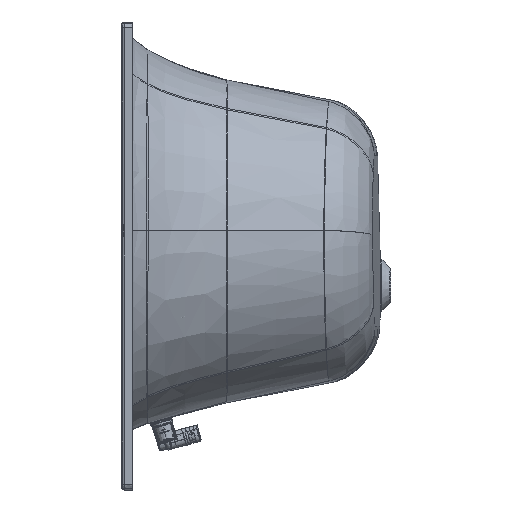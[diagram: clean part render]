
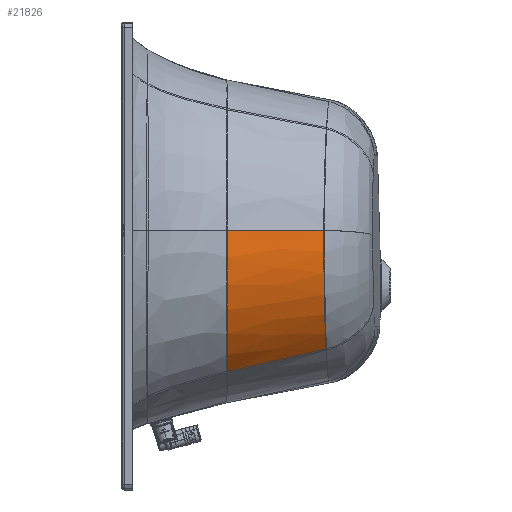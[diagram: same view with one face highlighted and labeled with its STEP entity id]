
A CAD part, left-side view. The second image highlights one B-rep face of the part: STEP entity #21826.
In plain terms, the highlighted free-form (B-spline) face has degree [3, 3] with [11, 5] control points.
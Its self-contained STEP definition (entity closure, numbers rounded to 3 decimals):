
#4609=CARTESIAN_POINT('',(-551.798,-350.82,
-160.817));
#4617=CARTESIAN_POINT('',(-607.309,-180.988,
-199.456));
#4618=CARTESIAN_POINT('',(-598.009,-207.339,
-192.986));
#4619=CARTESIAN_POINT('',(-579.148,-261.788,
-179.858));
#4620=CARTESIAN_POINT('',(-560.692,-320.353,
-167.008));
#4621=CARTESIAN_POINT('',(-551.798,-350.82,
-160.817));
#5051=CARTESIAN_POINT('',(-551.798,-350.82,
-160.817));
#5052=CARTESIAN_POINT('',(-555.778,-350.685,
-157.513));
#5053=CARTESIAN_POINT('',(-563.518,-350.419,
-150.704));
#5054=CARTESIAN_POINT('',(-574.452,-350.036,
-139.899));
#5055=CARTESIAN_POINT('',(-584.641,-349.673,
-128.592));
#5056=CARTESIAN_POINT('',(-597.248,-349.215,
-112.852));
#5057=CARTESIAN_POINT('',(-608.272,-348.805,
-96.299));
#5058=CARTESIAN_POINT('',(-617.68,-348.449,
-79.075));
#5059=CARTESIAN_POINT('',(-623.897,-348.211,
-65.91));
#5060=CARTESIAN_POINT('',(-629.288,-348.003,
-52.5));
#5061=CARTESIAN_POINT('',(-635.355,-347.768,
-34.374));
#5062=CARTESIAN_POINT('',(-640.822,-347.555,
-11.418));
#5063=CARTESIAN_POINT('',(-644.035,-347.431,
16.406));
#5064=CARTESIAN_POINT('',(-643.955,-347.437,
34.934));
#5065=CARTESIAN_POINT('',(-643.364,-347.462,
44.16));
#5067=CARTESIAN_POINT('',(-722.043,-181.171,
44.175));
#5068=CARTESIAN_POINT('',(-707.744,-210.234,
44.16));
#5069=CARTESIAN_POINT('',(-681.115,-265.477,
44.143));
#5070=CARTESIAN_POINT('',(-655.337,-321.122,
44.151));
#5071=CARTESIAN_POINT('',(-643.364,-347.462,
44.16));
#5073=CARTESIAN_POINT('',(-722.043,-181.171,
44.175));
#5081=CARTESIAN_POINT('',(-722.043,-181.171,
44.175));
#5082=CARTESIAN_POINT('',(-722.854,-181.178,
32.482));
#5083=CARTESIAN_POINT('',(-722.985,-181.191,
8.995));
#5084=CARTESIAN_POINT('',(-718.705,-181.2,
-25.975));
#5085=CARTESIAN_POINT('',(-710.019,-181.197,
-60.118));
#5086=CARTESIAN_POINT('',(-697.068,-181.183,
-92.883));
#5087=CARTESIAN_POINT('',(-680.06,-181.155,
-123.739));
#5088=CARTESIAN_POINT('',(-659.271,-181.114,
-152.187));
#5089=CARTESIAN_POINT('',(-635.036,-181.059,
-177.767));
#5090=CARTESIAN_POINT('',(-616.842,-181.013,
-192.631));
#5091=CARTESIAN_POINT('',(-607.309,-180.988,
-199.456));
#5863=CARTESIAN_POINT('',(-607.309,-180.988,
-199.456));
#8032=VERTEX_POINT('',#5863);
#8034=VERTEX_POINT('',#5073);
#8055=VERTEX_POINT('',#4609);
#8056=VERTEX_POINT('',#5065);
#21763=CARTESIAN_POINT('',(-605.573,-179.389,-201.472));
#21764=CARTESIAN_POINT('',(-596.189,-206.214,
-194.86));
#21765=CARTESIAN_POINT('',(-577.146,-261.657,
-181.44));
#21766=CARTESIAN_POINT('',(-558.507,-321.405,
-168.291));
#21767=CARTESIAN_POINT('',(-549.537,-352.5,
-161.962));
#21768=CARTESIAN_POINT('',(-615.968,-179.412,
-194.203));
#21769=CARTESIAN_POINT('',(-606.142,-206.335,
-187.66));
#21770=CARTESIAN_POINT('',(-586.237,-261.898,
-174.382));
#21771=CARTESIAN_POINT('',(-566.818,-321.642,
-161.452));
#21772=CARTESIAN_POINT('',(-557.489,-352.702,
-155.26));
#21773=CARTESIAN_POINT('',(-635.022,-179.449,
-178.823));
#21774=CARTESIAN_POINT('',(-624.367,-206.565,
-172.502));
#21775=CARTESIAN_POINT('',(-602.883,-262.384,
-159.681));
#21776=CARTESIAN_POINT('',(-582.045,-322.134,
-147.309));
#21777=CARTESIAN_POINT('',(-572.049,-353.124,
-141.428));
#21778=CARTESIAN_POINT('',(-659.967,-179.487,
-152.527));
#21779=CARTESIAN_POINT('',(-648.198,-206.907,
-146.765));
#21780=CARTESIAN_POINT('',(-624.659,-263.165,
-135.08));
#21781=CARTESIAN_POINT('',(-601.976,-322.947,
-123.881));
#21782=CARTESIAN_POINT('',(-591.078,-353.826,
-118.588));
#21783=CARTESIAN_POINT('',(-680.809,-179.509,
-124.035));
#21784=CARTESIAN_POINT('',(-668.098,-207.245,
-119.001));
#21785=CARTESIAN_POINT('',(-642.857,-263.979,
-108.787));
#21786=CARTESIAN_POINT('',(-618.63,-323.806,
-99.016));
#21787=CARTESIAN_POINT('',(-606.95,-354.568,
-94.406));
#21788=CARTESIAN_POINT('',(-697.861,-179.516,
-93.127));
#21789=CARTESIAN_POINT('',(-684.377,-207.592,
-88.968));
#21790=CARTESIAN_POINT('',(-657.758,-264.843,
-80.52));
#21791=CARTESIAN_POINT('',(-632.256,-324.716,
-72.419));
#21792=CARTESIAN_POINT('',(-619.907,-355.353,
-68.591));
#21793=CARTESIAN_POINT('',(-710.848,-179.51,
-60.305));
#21794=CARTESIAN_POINT('',(-696.781,-207.949,
-57.13));
#21795=CARTESIAN_POINT('',(-669.123,-265.746,
-50.667));
#21796=CARTESIAN_POINT('',(-642.623,-325.662,
-44.431));
#21797=CARTESIAN_POINT('',(-629.733,-356.165,
-41.469));
#21798=CARTESIAN_POINT('',(-719.559,-179.49,
-26.1));
#21799=CARTESIAN_POINT('',(-705.108,-208.315,
-23.975));
#21800=CARTESIAN_POINT('',(-676.756,-266.677,
-19.641));
#21801=CARTESIAN_POINT('',(-649.545,-326.624,
-15.413));
#21802=CARTESIAN_POINT('',(-636.254,-356.987,
-13.389));
#21803=CARTESIAN_POINT('',(-723.967,-179.457,
9.864));
#21804=CARTESIAN_POINT('',(-709.327,-208.696,
10.883));
#21805=CARTESIAN_POINT('',(-680.611,-267.644,
12.968));
#21806=CARTESIAN_POINT('',(-652.971,-327.607,
15.043));
#21807=CARTESIAN_POINT('',(-639.426,-357.822,
16.052));
#21808=CARTESIAN_POINT('',(-723.707,-179.426,
34.34));
#21809=CARTESIAN_POINT('',(-709.078,-208.954,
34.618));
#21810=CARTESIAN_POINT('',(-680.349,-268.292,
35.194));
#21811=CARTESIAN_POINT('',(-652.632,-328.252,
35.794));
#21812=CARTESIAN_POINT('',(-639.033,-358.365,
36.094));
#21813=CARTESIAN_POINT('',(-722.7,-179.408,
46.978));
#21814=CARTESIAN_POINT('',(-708.11,-209.086,
46.879));
#21815=CARTESIAN_POINT('',(-679.433,-268.622,
46.691));
#21816=CARTESIAN_POINT('',(-651.733,-328.577,
46.533));
#21817=CARTESIAN_POINT('',(-638.139,-358.637,
46.463));
#21818=B_SPLINE_SURFACE_WITH_KNOTS('',3,3,((#21763,#21764,#21765,#21766,#21767),
(#21768,#21769,#21770,#21771,#21772),(#21773,#21774,#21775,#21776,#21777),(
#21778,#21779,#21780,#21781,#21782),(#21783,#21784,#21785,#21786,#21787),
(#21788,#21789,#21790,#21791,#21792),(#21793,#21794,#21795,#21796,#21797),(
#21798,#21799,#21800,#21801,#21802),(#21803,#21804,#21805,#21806,#21807),
(#21808,#21809,#21810,#21811,#21812),(#21813,#21814,#21815,#21816,#21817)),
.UNSPECIFIED.,.F.,.F.,.F.,(4,1,1,1,1,1,1,1,4),(4,1,4),(-0.01,
0.125,0.25,0.375,0.5,0.625,0.75,0.875,1.01),(
-0.007,0.339,0.685),.UNSPECIFIED.);
#21819=ORIENTED_EDGE('',*,*,#19855,.F.);
#21820=ORIENTED_EDGE('',*,*,#20168,.F.);
#21822=ORIENTED_EDGE('',*,*,#21821,.F.);
#21823=ORIENTED_EDGE('',*,*,#21755,.T.);
#21824=EDGE_LOOP('',(#21819,#21820,#21822,#21823));
#21825=FACE_OUTER_BOUND('',#21824,.F.);
#21826=ADVANCED_FACE('',(#21825),#21818,.F.);
#4622=B_SPLINE_CURVE_WITH_KNOTS('',3,(#4617,#4618,#4619,#4620,#4621),
.UNSPECIFIED.,.F.,.F.,(4,1,4),(0.,0.5,1.),.UNSPECIFIED.);
#5066=B_SPLINE_CURVE_WITH_KNOTS('',3,(#5051,#5052,#5053,#5054,#5055,#5056,#5057,
#5058,#5059,#5060,#5061,#5062,#5063,#5064,#5065),.UNSPECIFIED.,.F.,.F.,(4,1,1,1,
1,1,1,1,1,1,1,1,4),(0.,0.063,0.125,0.188,0.25,0.375,0.438,0.5,
0.563,0.625,0.75,0.875,1.),.UNSPECIFIED.);
#5072=B_SPLINE_CURVE_WITH_KNOTS('',3,(#5067,#5068,#5069,#5070,#5071),
.UNSPECIFIED.,.F.,.F.,(4,1,4),(0.,0.528,1.),.UNSPECIFIED.);
#5092=B_SPLINE_CURVE_WITH_KNOTS('',3,(#5081,#5082,#5083,#5084,#5085,#5086,#5087,
#5088,#5089,#5090,#5091),.UNSPECIFIED.,.F.,.F.,(4,1,1,1,1,1,1,1,4),(0.,
0.125,0.25,0.375,0.5,0.625,0.75,0.875,1.),.UNSPECIFIED.);
#19855=EDGE_CURVE('',#8055,#8056,#5066,.T.);
#20168=EDGE_CURVE('',#8032,#8055,#4622,.T.);
#21755=EDGE_CURVE('',#8034,#8056,#5072,.T.);
#21821=EDGE_CURVE('',#8034,#8032,#5092,.T.);
